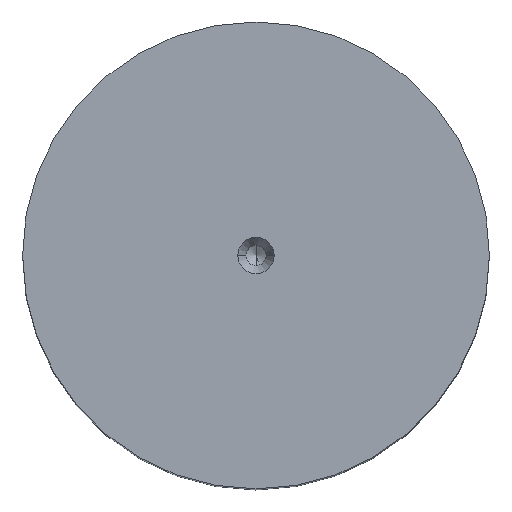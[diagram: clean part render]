
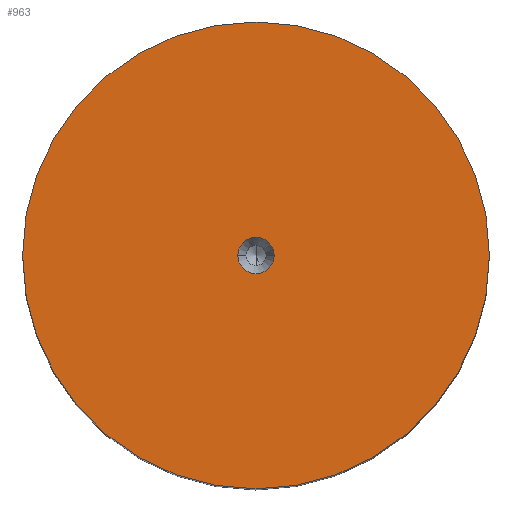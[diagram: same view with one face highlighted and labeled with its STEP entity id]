
A CAD part, top view. The second image highlights one B-rep face of the part: STEP entity #963.
In plain terms, the highlighted planar face has unit normal (0, 0, 1).
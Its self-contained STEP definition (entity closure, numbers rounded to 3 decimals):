
#66 = ORIENTED_EDGE ( 'NONE', *, *, #2929, .T. ) ;
#96 = AXIS2_PLACEMENT_3D ( 'NONE', #2961, #1684, #954 ) ;
#196 = AXIS2_PLACEMENT_3D ( 'NONE', #399, #365, #670 ) ;
#365 = DIRECTION ( 'NONE',  ( 0., 0., -1. ) ) ;
#399 = CARTESIAN_POINT ( 'NONE',  ( 0., 0., 128. ) ) ;
#421 = CIRCLE ( 'NONE', #1476, 29. ) ;
#670 = DIRECTION ( 'NONE',  ( 1., 0., 0. ) ) ;
#770 = AXIS2_PLACEMENT_3D ( 'NONE', #3259, #1720, #3235 ) ;
#776 = CIRCLE ( 'NONE', #196, 2.25 ) ;
#828 = EDGE_LOOP ( 'NONE', ( #2798, #66 ) ) ;
#896 = EDGE_CURVE ( 'NONE', #2212, #1708, #1405, .T. ) ;
#897 = AXIS2_PLACEMENT_3D ( 'NONE', #2345, #2651, #1128 ) ;
#954 = DIRECTION ( 'NONE',  ( 1., 0., 0. ) ) ;
#963 = ADVANCED_FACE ( 'NONE', ( #975, #2944 ), #1241, .T. ) ;
#975 = FACE_OUTER_BOUND ( 'NONE', #2061, .T. ) ;
#1008 = CARTESIAN_POINT ( 'NONE',  ( -2.25, 0., 128. ) ) ;
#1032 = CARTESIAN_POINT ( 'NONE',  ( 29., 0., 128. ) ) ;
#1128 = DIRECTION ( 'NONE',  ( -1., 0., 0. ) ) ;
#1241 = PLANE ( 'NONE',  #96 ) ;
#1405 = CIRCLE ( 'NONE', #770, 2.25 ) ;
#1476 = AXIS2_PLACEMENT_3D ( 'NONE', #2822, #1942, #2413 ) ;
#1624 = CARTESIAN_POINT ( 'NONE',  ( -29., 0., 128. ) ) ;
#1684 = DIRECTION ( 'NONE',  ( 0., 0., 1. ) ) ;
#1708 = VERTEX_POINT ( 'NONE', #1008 ) ;
#1720 = DIRECTION ( 'NONE',  ( 0., 0., -1. ) ) ;
#1755 = CARTESIAN_POINT ( 'NONE',  ( 2.25, 0., 128. ) ) ;
#1942 = DIRECTION ( 'NONE',  ( 0., 0., -1. ) ) ;
#2061 = EDGE_LOOP ( 'NONE', ( #2464, #2596 ) ) ;
#2212 = VERTEX_POINT ( 'NONE', #1755 ) ;
#2227 = VERTEX_POINT ( 'NONE', #1032 ) ;
#2345 = CARTESIAN_POINT ( 'NONE',  ( 0., 0., 128. ) ) ;
#2413 = DIRECTION ( 'NONE',  ( -1., 0., 0. ) ) ;
#2464 = ORIENTED_EDGE ( 'NONE', *, *, #3293, .F. ) ;
#2596 = ORIENTED_EDGE ( 'NONE', *, *, #2875, .F. ) ;
#2651 = DIRECTION ( 'NONE',  ( 0., 0., -1. ) ) ;
#2717 = CIRCLE ( 'NONE', #897, 29. ) ;
#2798 = ORIENTED_EDGE ( 'NONE', *, *, #896, .T. ) ;
#2822 = CARTESIAN_POINT ( 'NONE',  ( 0., 0., 128. ) ) ;
#2850 = VERTEX_POINT ( 'NONE', #1624 ) ;
#2875 = EDGE_CURVE ( 'NONE', #2227, #2850, #2717, .T. ) ;
#2929 = EDGE_CURVE ( 'NONE', #1708, #2212, #776, .T. ) ;
#2944 = FACE_BOUND ( 'NONE', #828, .T. ) ;
#2961 = CARTESIAN_POINT ( 'NONE',  ( 0., 0., 128. ) ) ;
#3235 = DIRECTION ( 'NONE',  ( 1., 0., 0. ) ) ;
#3259 = CARTESIAN_POINT ( 'NONE',  ( 0., 0., 128. ) ) ;
#3293 = EDGE_CURVE ( 'NONE', #2850, #2227, #421, .T. ) ;
